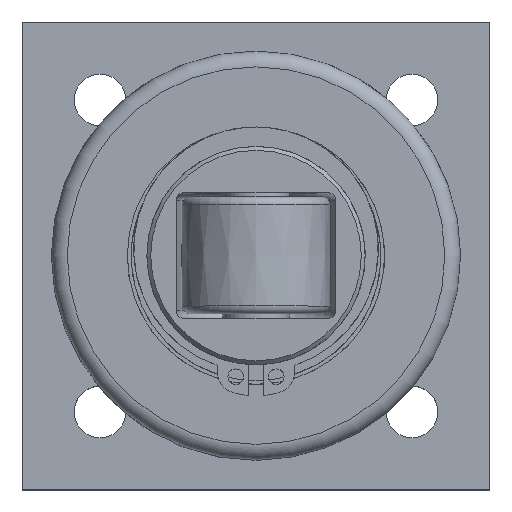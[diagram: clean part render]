
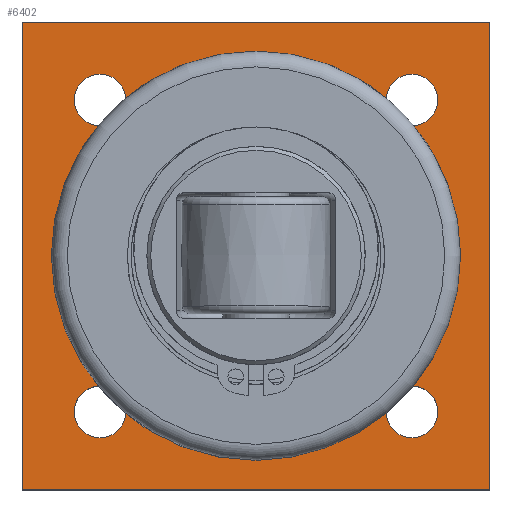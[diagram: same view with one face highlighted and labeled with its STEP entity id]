
A CAD part, top view. The second image highlights one B-rep face of the part: STEP entity #6402.
In plain terms, the highlighted planar face has unit normal (0, 0, 1).
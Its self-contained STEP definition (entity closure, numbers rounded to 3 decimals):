
#31=FACE_BOUND('',#865,.T.);
#32=FACE_BOUND('',#866,.T.);
#33=FACE_BOUND('',#867,.T.);
#34=FACE_BOUND('',#868,.T.);
#35=FACE_BOUND('',#869,.T.);
#160=PLANE('',#7403);
#477=FACE_OUTER_BOUND('',#864,.T.);
#864=EDGE_LOOP('',(#5088,#5089,#5090,#5091));
#865=EDGE_LOOP('',(#5092));
#866=EDGE_LOOP('',(#5093,#5094));
#867=EDGE_LOOP('',(#5095,#5096));
#868=EDGE_LOOP('',(#5097,#5098));
#869=EDGE_LOOP('',(#5099,#5100));
#1171=LINE('',#11853,#1372);
#1172=LINE('',#11855,#1373);
#1173=LINE('',#11857,#1374);
#1174=LINE('',#11858,#1375);
#1372=VECTOR('',#9544,10.);
#1373=VECTOR('',#9545,10.);
#1374=VECTOR('',#9546,10.);
#1375=VECTOR('',#9547,10.);
#2076=CIRCLE('',#7404,19.5);
#2077=CIRCLE('',#7405,3.324);
#2078=CIRCLE('',#7406,3.324);
#2079=CIRCLE('',#7407,3.324);
#2080=CIRCLE('',#7408,3.324);
#2081=CIRCLE('',#7409,3.324);
#2082=CIRCLE('',#7410,3.324);
#2083=CIRCLE('',#7411,3.324);
#2084=CIRCLE('',#7412,3.324);
#2726=VERTEX_POINT('',#11851);
#2727=VERTEX_POINT('',#11852);
#2728=VERTEX_POINT('',#11854);
#2729=VERTEX_POINT('',#11856);
#2730=VERTEX_POINT('',#11859);
#2731=VERTEX_POINT('',#11861);
#2732=VERTEX_POINT('',#11862);
#2733=VERTEX_POINT('',#11865);
#2734=VERTEX_POINT('',#11866);
#2735=VERTEX_POINT('',#11869);
#2736=VERTEX_POINT('',#11870);
#2737=VERTEX_POINT('',#11873);
#2738=VERTEX_POINT('',#11874);
#3555=EDGE_CURVE('',#2726,#2727,#1171,.T.);
#3556=EDGE_CURVE('',#2728,#2726,#1172,.T.);
#3557=EDGE_CURVE('',#2729,#2728,#1173,.T.);
#3558=EDGE_CURVE('',#2727,#2729,#1174,.T.);
#3559=EDGE_CURVE('',#2730,#2730,#2076,.T.);
#3560=EDGE_CURVE('',#2731,#2732,#2077,.T.);
#3561=EDGE_CURVE('',#2732,#2731,#2078,.T.);
#3562=EDGE_CURVE('',#2733,#2734,#2079,.T.);
#3563=EDGE_CURVE('',#2734,#2733,#2080,.T.);
#3564=EDGE_CURVE('',#2735,#2736,#2081,.T.);
#3565=EDGE_CURVE('',#2736,#2735,#2082,.T.);
#3566=EDGE_CURVE('',#2737,#2738,#2083,.T.);
#3567=EDGE_CURVE('',#2738,#2737,#2084,.T.);
#5088=ORIENTED_EDGE('',*,*,#3555,.F.);
#5089=ORIENTED_EDGE('',*,*,#3556,.F.);
#5090=ORIENTED_EDGE('',*,*,#3557,.F.);
#5091=ORIENTED_EDGE('',*,*,#3558,.F.);
#5092=ORIENTED_EDGE('',*,*,#3559,.T.);
#5093=ORIENTED_EDGE('',*,*,#3560,.T.);
#5094=ORIENTED_EDGE('',*,*,#3561,.T.);
#5095=ORIENTED_EDGE('',*,*,#3562,.T.);
#5096=ORIENTED_EDGE('',*,*,#3563,.T.);
#5097=ORIENTED_EDGE('',*,*,#3564,.T.);
#5098=ORIENTED_EDGE('',*,*,#3565,.T.);
#5099=ORIENTED_EDGE('',*,*,#3566,.T.);
#5100=ORIENTED_EDGE('',*,*,#3567,.T.);
#6402=ADVANCED_FACE('',(#477,#31,#32,#33,#34,#35),#160,.T.);
#7403=AXIS2_PLACEMENT_3D('',#11850,#9542,#9543);
#7404=AXIS2_PLACEMENT_3D('',#11860,#9548,#9549);
#7405=AXIS2_PLACEMENT_3D('',#11863,#9550,#9551);
#7406=AXIS2_PLACEMENT_3D('',#11864,#9552,#9553);
#7407=AXIS2_PLACEMENT_3D('',#11867,#9554,#9555);
#7408=AXIS2_PLACEMENT_3D('',#11868,#9556,#9557);
#7409=AXIS2_PLACEMENT_3D('',#11871,#9558,#9559);
#7410=AXIS2_PLACEMENT_3D('',#11872,#9560,#9561);
#7411=AXIS2_PLACEMENT_3D('',#11875,#9562,#9563);
#7412=AXIS2_PLACEMENT_3D('',#11876,#9564,#9565);
#9542=DIRECTION('center_axis',(0.,0.,1.));
#9543=DIRECTION('ref_axis',(1.,0.,0.));
#9544=DIRECTION('',(0.,1.,0.));
#9545=DIRECTION('',(-1.,0.,0.));
#9546=DIRECTION('',(0.,-1.,0.));
#9547=DIRECTION('',(1.,0.,0.));
#9548=DIRECTION('center_axis',(0.,0.,-1.));
#9549=DIRECTION('ref_axis',(-1.,0.,0.));
#9550=DIRECTION('center_axis',(0.,0.,-1.));
#9551=DIRECTION('ref_axis',(1.,0.,0.));
#9552=DIRECTION('center_axis',(0.,0.,-1.));
#9553=DIRECTION('ref_axis',(1.,0.,0.));
#9554=DIRECTION('center_axis',(0.,0.,-1.));
#9555=DIRECTION('ref_axis',(1.,0.,0.));
#9556=DIRECTION('center_axis',(0.,0.,-1.));
#9557=DIRECTION('ref_axis',(1.,0.,0.));
#9558=DIRECTION('center_axis',(0.,0.,-1.));
#9559=DIRECTION('ref_axis',(1.,0.,0.));
#9560=DIRECTION('center_axis',(0.,0.,-1.));
#9561=DIRECTION('ref_axis',(1.,0.,0.));
#9562=DIRECTION('center_axis',(0.,0.,-1.));
#9563=DIRECTION('ref_axis',(1.,0.,0.));
#9564=DIRECTION('center_axis',(0.,0.,-1.));
#9565=DIRECTION('ref_axis',(1.,0.,0.));
#11850=CARTESIAN_POINT('Origin',(30.,30.,10.));
#11851=CARTESIAN_POINT('',(0.,0.,10.));
#11852=CARTESIAN_POINT('',(0.,60.,10.));
#11853=CARTESIAN_POINT('',(0.,60.,10.));
#11854=CARTESIAN_POINT('',(60.,0.,10.));
#11855=CARTESIAN_POINT('',(0.,0.,10.));
#11856=CARTESIAN_POINT('',(60.,60.,10.));
#11857=CARTESIAN_POINT('',(60.,0.,10.));
#11858=CARTESIAN_POINT('',(60.,60.,10.));
#11859=CARTESIAN_POINT('',(49.5,30.,10.));
#11860=CARTESIAN_POINT('Origin',(30.,30.,10.));
#11861=CARTESIAN_POINT('',(13.324,10.,10.));
#11862=CARTESIAN_POINT('',(6.676,10.,10.));
#11863=CARTESIAN_POINT('Origin',(10.,10.,10.));
#11864=CARTESIAN_POINT('Origin',(10.,10.,10.));
#11865=CARTESIAN_POINT('',(53.324,10.,10.));
#11866=CARTESIAN_POINT('',(46.677,10.,10.));
#11867=CARTESIAN_POINT('Origin',(50.,10.,10.));
#11868=CARTESIAN_POINT('Origin',(50.,10.,10.));
#11869=CARTESIAN_POINT('',(53.324,50.,10.));
#11870=CARTESIAN_POINT('',(46.677,50.,10.));
#11871=CARTESIAN_POINT('Origin',(50.,50.,10.));
#11872=CARTESIAN_POINT('Origin',(50.,50.,10.));
#11873=CARTESIAN_POINT('',(13.324,50.,10.));
#11874=CARTESIAN_POINT('',(6.676,50.,10.));
#11875=CARTESIAN_POINT('Origin',(10.,50.,10.));
#11876=CARTESIAN_POINT('Origin',(10.,50.,10.));
